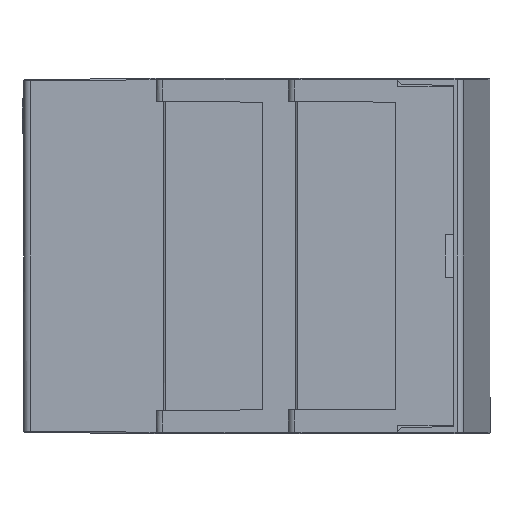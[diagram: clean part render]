
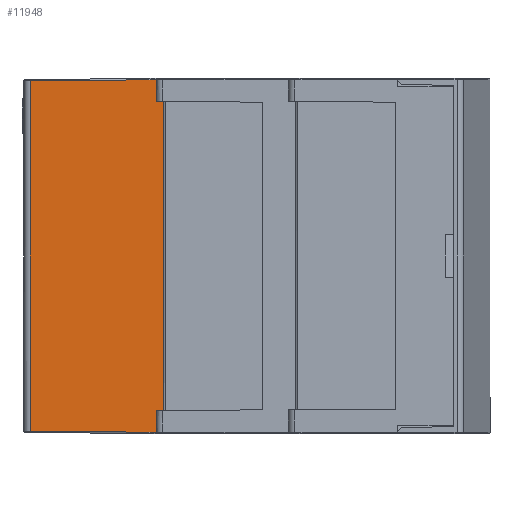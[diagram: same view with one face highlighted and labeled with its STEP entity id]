
A CAD part, left-side view. The second image highlights one B-rep face of the part: STEP entity #11948.
In plain terms, the highlighted planar face has unit normal (-1, 0.009, 0).
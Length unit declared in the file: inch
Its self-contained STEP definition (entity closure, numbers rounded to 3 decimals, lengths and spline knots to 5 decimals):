
#163 = VECTOR ( 'NONE', #27629, 39.37008 ) ;
#209 = CARTESIAN_POINT ( 'NONE',  ( -0.88817, 1.72835, 1.21582 ) ) ;
#483 = VECTOR ( 'NONE', #6523, 39.37008 ) ;
#1380 = VERTEX_POINT ( 'NONE', #209 ) ;
#1559 = CARTESIAN_POINT ( 'NONE',  ( -0.88686, 1.87872, 1.3439 ) ) ;
#2127 = ORIENTED_EDGE ( 'NONE', *, *, #13681, .T. ) ;
#2190 = LINE ( 'NONE', #1559, #18587 ) ;
#2356 = EDGE_CURVE ( 'NONE', #41383, #25752, #2190, .T. ) ;
#2542 = ORIENTED_EDGE ( 'NONE', *, *, #23817, .T. ) ;
#3862 = CARTESIAN_POINT ( 'NONE',  ( -0.8878, 1.77165, 1.34472 ) ) ;
#4125 = DIRECTION ( 'NONE',  ( -0.009, -1., -0.009 ) ) ;
#4854 = VECTOR ( 'NONE', #31017, 39.37008 ) ;
#4910 = PLANE ( 'NONE',  #30443 ) ;
#5598 = CARTESIAN_POINT ( 'NONE',  ( -0.8878, 1.77165, -0.63352 ) ) ;
#6037 = EDGE_CURVE ( 'NONE', #28162, #27697, #28168, .T. ) ;
#6523 = DIRECTION ( 'NONE',  ( 0., 0., 1. ) ) ;
#6569 = ORIENTED_EDGE ( 'NONE', *, *, #29766, .T. ) ;
#7156 = CARTESIAN_POINT ( 'NONE',  ( -0.88817, 1.72835, -0.63314 ) ) ;
#7310 = EDGE_CURVE ( 'NONE', #41383, #8981, #24528, .T. ) ;
#7719 = EDGE_CURVE ( 'NONE', #37535, #33842, #27820, .T. ) ;
#7758 = VECTOR ( 'NONE', #4125, 39.37008 ) ;
#8981 = VERTEX_POINT ( 'NONE', #22577 ) ;
#10110 = LINE ( 'NONE', #39421, #27102 ) ;
#11445 = CARTESIAN_POINT ( 'NONE',  ( -0.88123, 2.52397, -0.75559 ) ) ;
#11948 = ADVANCED_FACE ( 'NONE', ( #23765 ), #4910, .T. ) ;
#12347 = CARTESIAN_POINT ( 'NONE',  ( -0.8878, 1.77165, -0.76215 ) ) ;
#12691 = CARTESIAN_POINT ( 'NONE',  ( -0.8878, 1.77165, 1.34483 ) ) ;
#13061 = CARTESIAN_POINT ( 'NONE',  ( -0.88123, 2.52397, 1.33827 ) ) ;
#13284 = ORIENTED_EDGE ( 'NONE', *, *, #18263, .F. ) ;
#13681 = EDGE_CURVE ( 'NONE', #28162, #33842, #34599, .T. ) ;
#14026 = CARTESIAN_POINT ( 'NONE',  ( -0.88817, 1.72835, 0.58268 ) ) ;
#14351 = CARTESIAN_POINT ( 'NONE',  ( -0.88089, 2.56296, 0.58268 ) ) ;
#14781 = DIRECTION ( 'NONE',  ( -0.009, -1., 0.009 ) ) ;
#17147 = LINE ( 'NONE', #14026, #21906 ) ;
#18263 = EDGE_CURVE ( 'NONE', #22235, #26231, #34276, .T. ) ;
#18587 = VECTOR ( 'NONE', #14781, 39.37008 ) ;
#18774 = CARTESIAN_POINT ( 'NONE',  ( -0.8878, 1.77165, 0.58268 ) ) ;
#19406 = VECTOR ( 'NONE', #24644, 39.37008 ) ;
#21906 = VECTOR ( 'NONE', #36411, 39.37008 ) ;
#22235 = VERTEX_POINT ( 'NONE', #34655 ) ;
#22316 = CARTESIAN_POINT ( 'NONE',  ( -0.8878, 1.77165, 1.34449 ) ) ;
#22577 = CARTESIAN_POINT ( 'NONE',  ( -0.88123, 2.52397, -0.75559 ) ) ;
#23765 = FACE_OUTER_BOUND ( 'NONE', #29780, .T. ) ;
#23817 = EDGE_CURVE ( 'NONE', #1380, #26231, #10110, .T. ) ;
#24528 = LINE ( 'NONE', #30394, #4854 ) ;
#24644 = DIRECTION ( 'NONE',  ( 0., 0., -1. ) ) ;
#25183 = CARTESIAN_POINT ( 'NONE',  ( -0.8878, 1.77165, 0.58268 ) ) ;
#25384 = ORIENTED_EDGE ( 'NONE', *, *, #7310, .T. ) ;
#25752 = VERTEX_POINT ( 'NONE', #36823 ) ;
#26231 = VERTEX_POINT ( 'NONE', #27352 ) ;
#26306 = ORIENTED_EDGE ( 'NONE', *, *, #7719, .F. ) ;
#26854 = DIRECTION ( 'NONE',  ( 0.009, 1., 0.009 ) ) ;
#27102 = VECTOR ( 'NONE', #26854, 39.37008 ) ;
#27352 = CARTESIAN_POINT ( 'NONE',  ( -0.8878, 1.77165, 1.2162 ) ) ;
#27355 = LINE ( 'NONE', #11445, #7758 ) ;
#27629 = DIRECTION ( 'NONE',  ( 0.009, 1., -0.009 ) ) ;
#27697 = VERTEX_POINT ( 'NONE', #39674 ) ;
#27820 = LINE ( 'NONE', #30350, #163 ) ;
#28162 = VERTEX_POINT ( 'NONE', #39205 ) ;
#28168 =( BOUNDED_CURVE ( )  B_SPLINE_CURVE ( 3, ( #38515, #37690, #34769, #12347 ),
 .UNSPECIFIED., .F., .F. ) 
 B_SPLINE_CURVE_WITH_KNOTS ( ( 4, 4 ),
 ( 3.14159, 3.18529 ),
 .UNSPECIFIED. ) 
 CURVE ( )  GEOMETRIC_REPRESENTATION_ITEM ( )  RATIONAL_B_SPLINE_CURVE ( ( 1., 1., 1., 1. ) ) 
 REPRESENTATION_ITEM ( '' )  );
#29766 = EDGE_CURVE ( 'NONE', #8981, #27697, #27355, .T. ) ;
#29780 = EDGE_LOOP ( 'NONE', ( #13284, #33045, #32332, #25384, #6569, #38036, #2127, #26306, #38948, #2542 ) ) ;
#30350 = CARTESIAN_POINT ( 'NONE',  ( -0.88817, 1.72835, -0.63314 ) ) ;
#30394 = CARTESIAN_POINT ( 'NONE',  ( -0.88123, 2.52397, 0.58268 ) ) ;
#30443 = AXIS2_PLACEMENT_3D ( 'NONE', #14351, #36961, #40108 ) ;
#30998 = EDGE_CURVE ( 'NONE', #22235, #25752, #34900, .T. ) ;
#31017 = DIRECTION ( 'NONE',  ( 0., 0., -1. ) ) ;
#32332 = ORIENTED_EDGE ( 'NONE', *, *, #2356, .F. ) ;
#33045 = ORIENTED_EDGE ( 'NONE', *, *, #30998, .T. ) ;
#33842 = VERTEX_POINT ( 'NONE', #5598 ) ;
#34276 = LINE ( 'NONE', #18774, #19406 ) ;
#34599 = LINE ( 'NONE', #25183, #483 ) ;
#34655 = CARTESIAN_POINT ( 'NONE',  ( -0.8878, 1.77165, 1.34449 ) ) ;
#34769 = CARTESIAN_POINT ( 'NONE',  ( -0.8878, 1.77165, -0.76204 ) ) ;
#34900 =( BOUNDED_CURVE ( )  B_SPLINE_CURVE ( 3, ( #22316, #41367, #3862, #12691 ),
 .UNSPECIFIED., .F., .F. ) 
 B_SPLINE_CURVE_WITH_KNOTS ( ( 4, 4 ),
 ( 3.14159, 3.18529 ),
 .UNSPECIFIED. ) 
 CURVE ( )  GEOMETRIC_REPRESENTATION_ITEM ( )  RATIONAL_B_SPLINE_CURVE ( ( 1., 1., 1., 1. ) ) 
 REPRESENTATION_ITEM ( '' )  );
#36411 = DIRECTION ( 'NONE',  ( 0., 0., 1. ) ) ;
#36823 = CARTESIAN_POINT ( 'NONE',  ( -0.8878, 1.77165, 1.34483 ) ) ;
#36849 = EDGE_CURVE ( 'NONE', #37535, #1380, #17147, .T. ) ;
#36961 = DIRECTION ( 'NONE',  ( -1., 0.009, 0. ) ) ;
#37535 = VERTEX_POINT ( 'NONE', #7156 ) ;
#37690 = CARTESIAN_POINT ( 'NONE',  ( -0.8878, 1.77165, -0.76193 ) ) ;
#38036 = ORIENTED_EDGE ( 'NONE', *, *, #6037, .F. ) ;
#38515 = CARTESIAN_POINT ( 'NONE',  ( -0.8878, 1.77165, -0.76181 ) ) ;
#38948 = ORIENTED_EDGE ( 'NONE', *, *, #36849, .T. ) ;
#39205 = CARTESIAN_POINT ( 'NONE',  ( -0.8878, 1.77165, -0.76181 ) ) ;
#39421 = CARTESIAN_POINT ( 'NONE',  ( -0.88817, 1.72835, 1.21582 ) ) ;
#39674 = CARTESIAN_POINT ( 'NONE',  ( -0.8878, 1.77165, -0.76215 ) ) ;
#40108 = DIRECTION ( 'NONE',  ( -0.009, -1., 0. ) ) ;
#41367 = CARTESIAN_POINT ( 'NONE',  ( -0.8878, 1.77165, 1.3446 ) ) ;
#41383 = VERTEX_POINT ( 'NONE', #13061 ) ;
